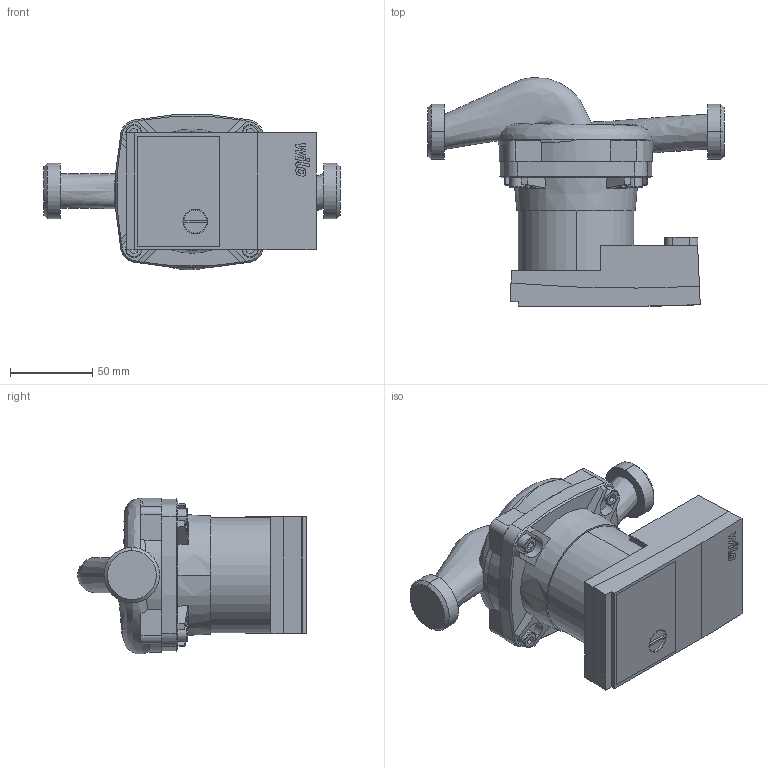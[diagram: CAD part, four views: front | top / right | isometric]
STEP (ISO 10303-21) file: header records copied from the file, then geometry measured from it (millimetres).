
FILE_DESCRIPTION((''),'2;1');
FILE_NAME('3d_Yonos-PICO-STG-15_1-13-180-4527507.stp','2016-04-29T07:44:42',(''),(''),'Mechanical Desktop 2009','Mechanical Desktop 2009',', , ');
FILE_SCHEMA(('CONFIG_CONTROL_DESIGN'));
Length unit declared in the file: millimetre
Products named in the file (1): Product
Bounding box: 180 x 138.91 x 94.56 mm (x, y, z)
Volume: 766220.3 mm3; surface area: 120307.9 mm2
Topology: 10 solids, 10 shells, 282 faces, 755 edges, 508 vertices
Faces by surface type: plane 128, cylinder 62, bspline 61, cone 23, torus 8
Entity records: 16855 total; most frequent: CARTESIAN_POINT 9982, ORIENTED_EDGE 1510, DIRECTION 1240, EDGE_CURVE 755, VERTEX_POINT 508, VECTOR 452, LINE 452, AXIS2_PLACEMENT_3D 394
